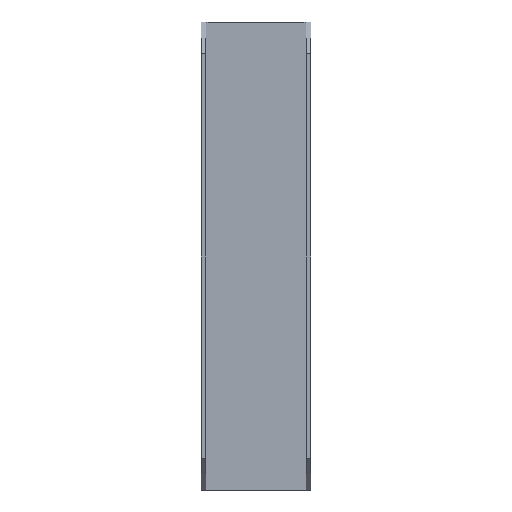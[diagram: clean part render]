
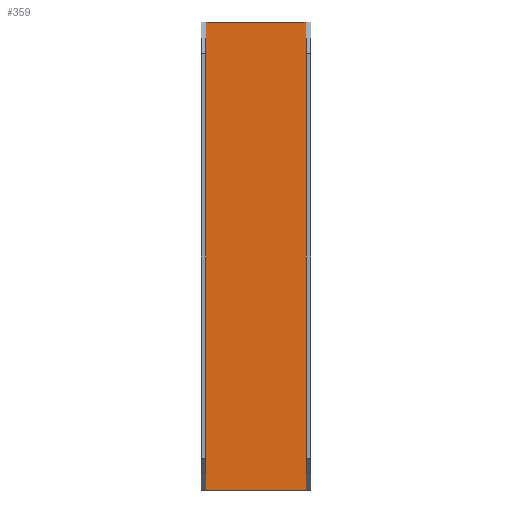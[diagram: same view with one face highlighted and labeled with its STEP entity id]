
A CAD part, front view. The second image highlights one B-rep face of the part: STEP entity #359.
In plain terms, the highlighted planar face has unit normal (0, -1, 0).
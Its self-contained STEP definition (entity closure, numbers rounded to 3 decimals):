
#12 = EDGE_LOOP ( 'NONE', ( #502, #615, #404, #468, #408, #442, #645, #399 ) ) ;
#25 = DIRECTION ( 'NONE',  ( 1., 0., 0. ) ) ;
#34 = VERTEX_POINT ( 'NONE', #586 ) ;
#37 = DIRECTION ( 'NONE',  ( 0., 0., 1. ) ) ;
#47 = VERTEX_POINT ( 'NONE', #529 ) ;
#49 = CARTESIAN_POINT ( 'NONE',  ( 21.5, 0., 100. ) ) ;
#53 = LINE ( 'NONE', #260, #106 ) ;
#57 = VECTOR ( 'NONE', #238, 1000. ) ;
#65 = CARTESIAN_POINT ( 'NONE',  ( 21.5, 0., 100. ) ) ;
#102 = DIRECTION ( 'NONE',  ( -1., 0., 0. ) ) ;
#106 = VECTOR ( 'NONE', #473, 1000. ) ;
#133 = VERTEX_POINT ( 'NONE', #65 ) ;
#137 = FACE_OUTER_BOUND ( 'NONE', #12, .T. ) ;
#157 = LINE ( 'NONE', #703, #340 ) ;
#159 = LINE ( 'NONE', #585, #324 ) ;
#172 = LINE ( 'NONE', #503, #666 ) ;
#188 = EDGE_CURVE ( 'NONE', #373, #313, #556, .T. ) ;
#196 = VECTOR ( 'NONE', #506, 1000. ) ;
#199 = DIRECTION ( 'NONE',  ( 0., 0., -1. ) ) ;
#209 = AXIS2_PLACEMENT_3D ( 'NONE', #301, #691, #199 ) ;
#232 = EDGE_CURVE ( 'NONE', #47, #373, #172, .T. ) ;
#238 = DIRECTION ( 'NONE',  ( -1., 0., 0. ) ) ;
#260 = CARTESIAN_POINT ( 'NONE',  ( -21.5, 0., 100. ) ) ;
#275 = CARTESIAN_POINT ( 'NONE',  ( 21.5, 0., -100. ) ) ;
#301 = CARTESIAN_POINT ( 'NONE',  ( 21.5, 0., 100. ) ) ;
#313 = VERTEX_POINT ( 'NONE', #677 ) ;
#314 = CARTESIAN_POINT ( 'NONE',  ( -19.5, 0., 100. ) ) ;
#324 = VECTOR ( 'NONE', #102, 1000. ) ;
#326 = DIRECTION ( 'NONE',  ( 1., 0., 0. ) ) ;
#340 = VECTOR ( 'NONE', #37, 1000. ) ;
#346 = DIRECTION ( 'NONE',  ( -1., 0., 0. ) ) ;
#355 = PLANE ( 'NONE',  #209 ) ;
#359 = ADVANCED_FACE ( 'NONE', ( #137 ), #355, .T. ) ;
#373 = VERTEX_POINT ( 'NONE', #621 ) ;
#389 = VERTEX_POINT ( 'NONE', #275 ) ;
#399 = ORIENTED_EDGE ( 'NONE', *, *, #188, .F. ) ;
#404 = ORIENTED_EDGE ( 'NONE', *, *, #654, .T. ) ;
#408 = ORIENTED_EDGE ( 'NONE', *, *, #583, .T. ) ;
#417 = VECTOR ( 'NONE', #326, 1000. ) ;
#421 = CARTESIAN_POINT ( 'NONE',  ( -21.5, 0., 100. ) ) ;
#442 = ORIENTED_EDGE ( 'NONE', *, *, #463, .T. ) ;
#457 = CARTESIAN_POINT ( 'NONE',  ( 21.5, 0., 100. ) ) ;
#463 = EDGE_CURVE ( 'NONE', #489, #578, #159, .T. ) ;
#464 = LINE ( 'NONE', #457, #196 ) ;
#467 = CARTESIAN_POINT ( 'NONE',  ( 21.5, 0., -100. ) ) ;
#468 = ORIENTED_EDGE ( 'NONE', *, *, #470, .F. ) ;
#470 = EDGE_CURVE ( 'NONE', #34, #133, #536, .T. ) ;
#473 = DIRECTION ( 'NONE',  ( 0., 0., 1. ) ) ;
#485 = EDGE_CURVE ( 'NONE', #313, #578, #53, .T. ) ;
#489 = VERTEX_POINT ( 'NONE', #314 ) ;
#493 = EDGE_CURVE ( 'NONE', #47, #389, #642, .T. ) ;
#498 = CARTESIAN_POINT ( 'NONE',  ( 21.5, 0., -100. ) ) ;
#501 = VECTOR ( 'NONE', #25, 1000. ) ;
#502 = ORIENTED_EDGE ( 'NONE', *, *, #232, .F. ) ;
#503 = CARTESIAN_POINT ( 'NONE',  ( 21.5, 0., -100. ) ) ;
#506 = DIRECTION ( 'NONE',  ( -1., 0., 0. ) ) ;
#529 = CARTESIAN_POINT ( 'NONE',  ( 19.5, 0., -100. ) ) ;
#536 = LINE ( 'NONE', #49, #417 ) ;
#556 = LINE ( 'NONE', #498, #57 ) ;
#578 = VERTEX_POINT ( 'NONE', #421 ) ;
#583 = EDGE_CURVE ( 'NONE', #34, #489, #464, .T. ) ;
#585 = CARTESIAN_POINT ( 'NONE',  ( -21.5, 0., 100. ) ) ;
#586 = CARTESIAN_POINT ( 'NONE',  ( 19.5, 0., 100. ) ) ;
#615 = ORIENTED_EDGE ( 'NONE', *, *, #493, .T. ) ;
#621 = CARTESIAN_POINT ( 'NONE',  ( -19.5, 0., -100. ) ) ;
#642 = LINE ( 'NONE', #467, #501 ) ;
#645 = ORIENTED_EDGE ( 'NONE', *, *, #485, .F. ) ;
#654 = EDGE_CURVE ( 'NONE', #389, #133, #157, .T. ) ;
#666 = VECTOR ( 'NONE', #346, 1000. ) ;
#677 = CARTESIAN_POINT ( 'NONE',  ( -21.5, 0., -100. ) ) ;
#691 = DIRECTION ( 'NONE',  ( 0., -1., 0. ) ) ;
#703 = CARTESIAN_POINT ( 'NONE',  ( 21.5, 0., 100. ) ) ;
